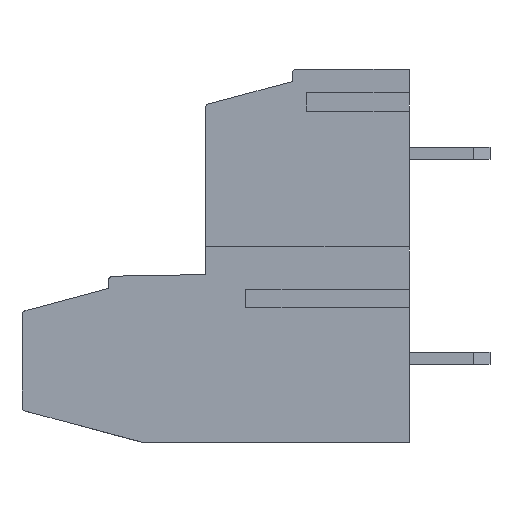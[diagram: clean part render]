
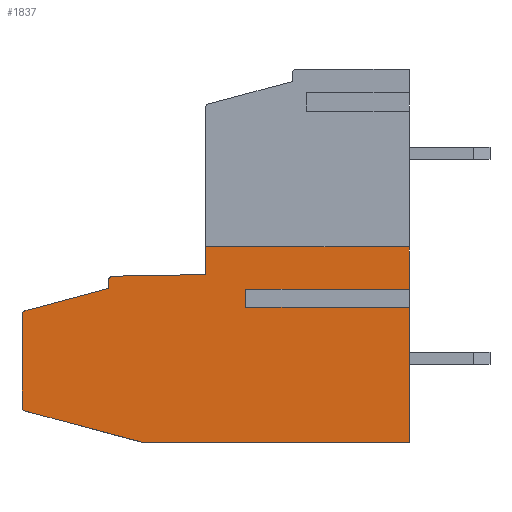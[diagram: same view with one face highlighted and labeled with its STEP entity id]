
A CAD part, left-side view. The second image highlights one B-rep face of the part: STEP entity #1837.
In plain terms, the highlighted planar face has unit normal (-1, 0, 0).
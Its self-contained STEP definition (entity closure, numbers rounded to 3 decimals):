
#224 = VECTOR ( 'NONE', #22630, 1000. ) ;
#403 = VECTOR ( 'NONE', #14320, 1000. ) ;
#619 = DIRECTION ( 'NONE',  ( 0., 0., -1. ) ) ;
#799 = LINE ( 'NONE', #991, #9681 ) ;
#845 = DIRECTION ( 'NONE',  ( 0., 0., 1. ) ) ;
#956 = VERTEX_POINT ( 'NONE', #14142 ) ;
#991 = CARTESIAN_POINT ( 'NONE',  ( -2.5, 0., -4.19 ) ) ;
#1336 = AXIS2_PLACEMENT_3D ( 'NONE', #24186, #17918, #12430 ) ;
#1670 = LINE ( 'NONE', #34882, #35765 ) ;
#1837 = ADVANCED_FACE ( 'NONE', ( #7553 ), #1902, .F. ) ;
#1902 = PLANE ( 'NONE',  #7525 ) ;
#2015 = CARTESIAN_POINT ( 'NONE',  ( -2.5, 8.1, 3.236 ) ) ;
#3420 = EDGE_CURVE ( 'NONE', #30268, #33093, #13854, .T. ) ;
#3479 = VECTOR ( 'NONE', #845, 1000. ) ;
#3574 = DIRECTION ( 'NONE',  ( 0., 0.966, 0.259 ) ) ;
#3612 = VERTEX_POINT ( 'NONE', #18335 ) ;
#3948 = EDGE_LOOP ( 'NONE', ( #14698, #12908, #20389, #36923, #21891, #27090, #16558, #29233, #23527, #34884, #27396, #32840, #27324, #4598, #7379, #26495 ) ) ;
#3961 = VERTEX_POINT ( 'NONE', #32977 ) ;
#4598 = ORIENTED_EDGE ( 'NONE', *, *, #34787, .T. ) ;
#4844 = VECTOR ( 'NONE', #3574, 1000. ) ;
#5247 = LINE ( 'NONE', #8753, #29657 ) ;
#5585 = CARTESIAN_POINT ( 'NONE',  ( -2.5, 19.2, 2.151 ) ) ;
#5808 = EDGE_CURVE ( 'NONE', #7366, #956, #5247, .T. ) ;
#6204 = EDGE_CURVE ( 'NONE', #15221, #9935, #12213, .T. ) ;
#6234 = CARTESIAN_POINT ( 'NONE',  ( -2.5, 8.1, 3.236 ) ) ;
#6278 = CARTESIAN_POINT ( 'NONE',  ( -2.5, 14.9, 3.86 ) ) ;
#6644 = DIRECTION ( 'NONE',  ( -1., 0., 0. ) ) ;
#6676 = LINE ( 'NONE', #30690, #3479 ) ;
#6723 = EDGE_CURVE ( 'NONE', #30268, #28085, #33366, .T. ) ;
#7366 = VERTEX_POINT ( 'NONE', #2015 ) ;
#7379 = ORIENTED_EDGE ( 'NONE', *, *, #33158, .F. ) ;
#7525 = AXIS2_PLACEMENT_3D ( 'NONE', #19462, #13960, #31388 ) ;
#7527 = CARTESIAN_POINT ( 'NONE',  ( -2.5, 0., 2.7 ) ) ;
#7553 = FACE_OUTER_BOUND ( 'NONE', #3948, .T. ) ;
#7742 = CARTESIAN_POINT ( 'NONE',  ( -2.5, 10.1, 5.51 ) ) ;
#7897 = VERTEX_POINT ( 'NONE', #34363 ) ;
#7903 = VECTOR ( 'NONE', #35799, 1000. ) ;
#7983 = LINE ( 'NONE', #17337, #16417 ) ;
#8753 = CARTESIAN_POINT ( 'NONE',  ( -2.5, 8.1, 3.236 ) ) ;
#9105 = DIRECTION ( 'NONE',  ( -1., 0., 0. ) ) ;
#9162 = CARTESIAN_POINT ( 'NONE',  ( -2.5, 19.052, -2.622 ) ) ;
#9249 = LINE ( 'NONE', #26628, #4844 ) ;
#9681 = VECTOR ( 'NONE', #12851, 1000. ) ;
#9935 = VERTEX_POINT ( 'NONE', #6278 ) ;
#10368 = LINE ( 'NONE', #36430, #17255 ) ;
#10676 = VECTOR ( 'NONE', #10736, 1000. ) ;
#10736 = DIRECTION ( 'NONE',  ( 0., -0.966, 0.259 ) ) ;
#10813 = EDGE_CURVE ( 'NONE', #3612, #24017, #6676, .T. ) ;
#10850 = CARTESIAN_POINT ( 'NONE',  ( -2.5, 19.052, 2.344 ) ) ;
#11250 = EDGE_CURVE ( 'NONE', #7897, #31304, #35675, .T. ) ;
#11605 = AXIS2_PLACEMENT_3D ( 'NONE', #35920, #9105, #20988 ) ;
#11665 = DIRECTION ( 'NONE',  ( 0., 0., -1. ) ) ;
#11899 = CARTESIAN_POINT ( 'NONE',  ( -2.5, 19., 2.151 ) ) ;
#12213 = CIRCLE ( 'NONE', #11605, 0.2 ) ;
#12430 = DIRECTION ( 'NONE',  ( 0., 0., -1. ) ) ;
#12851 = DIRECTION ( 'NONE',  ( 0., 0., 1. ) ) ;
#12908 = ORIENTED_EDGE ( 'NONE', *, *, #6204, .T. ) ;
#13084 = DIRECTION ( 'NONE',  ( 0., -1., 0.017 ) ) ;
#13854 = LINE ( 'NONE', #34039, #10676 ) ;
#13960 = DIRECTION ( 'NONE',  ( 1., 0., 0. ) ) ;
#14142 = CARTESIAN_POINT ( 'NONE',  ( -2.5, 8.1, 2.7 ) ) ;
#14320 = DIRECTION ( 'NONE',  ( 0., 0., 1. ) ) ;
#14533 = CARTESIAN_POINT ( 'NONE',  ( -2.5, 0., 5.51 ) ) ;
#14698 = ORIENTED_EDGE ( 'NONE', *, *, #26583, .F. ) ;
#15221 = VERTEX_POINT ( 'NONE', #17185 ) ;
#16417 = VECTOR ( 'NONE', #26123, 1000. ) ;
#16558 = ORIENTED_EDGE ( 'NONE', *, *, #11250, .T. ) ;
#17185 = CARTESIAN_POINT ( 'NONE',  ( -2.5, 14.703, 4.06 ) ) ;
#17255 = VECTOR ( 'NONE', #13084, 1000. ) ;
#17337 = CARTESIAN_POINT ( 'NONE',  ( -2.5, 19.2, -4.19 ) ) ;
#17363 = VERTEX_POINT ( 'NONE', #28787 ) ;
#17744 = LINE ( 'NONE', #6234, #7903 ) ;
#17918 = DIRECTION ( 'NONE',  ( -1., 0., 0. ) ) ;
#18335 = CARTESIAN_POINT ( 'NONE',  ( -2.5, 10.1, 4.14 ) ) ;
#19028 = EDGE_CURVE ( 'NONE', #35160, #37915, #28988, .T. ) ;
#19297 = EDGE_CURVE ( 'NONE', #7366, #3961, #17744, .T. ) ;
#19314 = LINE ( 'NONE', #28654, #224 ) ;
#19462 = CARTESIAN_POINT ( 'NONE',  ( -2.5, 19.2, -4.19 ) ) ;
#19683 = EDGE_CURVE ( 'NONE', #33093, #9935, #35311, .T. ) ;
#19975 = DIRECTION ( 'NONE',  ( 0., -1., 0. ) ) ;
#20389 = ORIENTED_EDGE ( 'NONE', *, *, #19683, .F. ) ;
#20882 = EDGE_CURVE ( 'NONE', #17363, #35160, #1670, .T. ) ;
#20977 = LINE ( 'NONE', #23931, #31352 ) ;
#20988 = DIRECTION ( 'NONE',  ( 0., 0., -1. ) ) ;
#21879 = CARTESIAN_POINT ( 'NONE',  ( -2.5, 0., -4.19 ) ) ;
#21891 = ORIENTED_EDGE ( 'NONE', *, *, #6723, .T. ) ;
#22630 = DIRECTION ( 'NONE',  ( 0., -1., 0. ) ) ;
#23527 = ORIENTED_EDGE ( 'NONE', *, *, #20882, .T. ) ;
#23931 = CARTESIAN_POINT ( 'NONE',  ( -2.5, 8.1, 2.7 ) ) ;
#24017 = VERTEX_POINT ( 'NONE', #7742 ) ;
#24026 = CARTESIAN_POINT ( 'NONE',  ( -2.5, 14.9, 3.456 ) ) ;
#24186 = CARTESIAN_POINT ( 'NONE',  ( -2.5, 19., -2.429 ) ) ;
#25871 = CARTESIAN_POINT ( 'NONE',  ( -2.5, 0., -4.19 ) ) ;
#26123 = DIRECTION ( 'NONE',  ( 0., 0., 1. ) ) ;
#26495 = ORIENTED_EDGE ( 'NONE', *, *, #10813, .F. ) ;
#26583 = EDGE_CURVE ( 'NONE', #15221, #3612, #10368, .T. ) ;
#26628 = CARTESIAN_POINT ( 'NONE',  ( -2.5, 13.2, -4.19 ) ) ;
#27090 = ORIENTED_EDGE ( 'NONE', *, *, #33358, .F. ) ;
#27244 = EDGE_CURVE ( 'NONE', #17363, #31304, #9249, .T. ) ;
#27254 = VECTOR ( 'NONE', #38049, 1000. ) ;
#27324 = ORIENTED_EDGE ( 'NONE', *, *, #19297, .T. ) ;
#27396 = ORIENTED_EDGE ( 'NONE', *, *, #32541, .F. ) ;
#28085 = VERTEX_POINT ( 'NONE', #5585 ) ;
#28654 = CARTESIAN_POINT ( 'NONE',  ( -2.5, 19.2, 5.51 ) ) ;
#28787 = CARTESIAN_POINT ( 'NONE',  ( -2.5, 13.2, -4.19 ) ) ;
#28793 = CARTESIAN_POINT ( 'NONE',  ( -2.5, 14.9, 3.456 ) ) ;
#28988 = LINE ( 'NONE', #25871, #403 ) ;
#29233 = ORIENTED_EDGE ( 'NONE', *, *, #27244, .F. ) ;
#29657 = VECTOR ( 'NONE', #11665, 1000. ) ;
#30268 = VERTEX_POINT ( 'NONE', #10850 ) ;
#30690 = CARTESIAN_POINT ( 'NONE',  ( -2.5, 10.1, 4.14 ) ) ;
#31304 = VERTEX_POINT ( 'NONE', #9162 ) ;
#31352 = VECTOR ( 'NONE', #38255, 1000. ) ;
#31388 = DIRECTION ( 'NONE',  ( 0., 0., -1. ) ) ;
#32541 = EDGE_CURVE ( 'NONE', #956, #37915, #20977, .T. ) ;
#32840 = ORIENTED_EDGE ( 'NONE', *, *, #5808, .F. ) ;
#32977 = CARTESIAN_POINT ( 'NONE',  ( -2.5, 0., 3.236 ) ) ;
#33093 = VERTEX_POINT ( 'NONE', #24026 ) ;
#33158 = EDGE_CURVE ( 'NONE', #24017, #35979, #19314, .T. ) ;
#33358 = EDGE_CURVE ( 'NONE', #7897, #28085, #7983, .T. ) ;
#33366 = CIRCLE ( 'NONE', #37770, 0.2 ) ;
#34039 = CARTESIAN_POINT ( 'NONE',  ( -2.5, 19.2, 2.304 ) ) ;
#34363 = CARTESIAN_POINT ( 'NONE',  ( -2.5, 19.2, -2.429 ) ) ;
#34787 = EDGE_CURVE ( 'NONE', #3961, #35979, #799, .T. ) ;
#34882 = CARTESIAN_POINT ( 'NONE',  ( -2.5, 19.2, -4.19 ) ) ;
#34884 = ORIENTED_EDGE ( 'NONE', *, *, #19028, .T. ) ;
#35160 = VERTEX_POINT ( 'NONE', #21879 ) ;
#35311 = LINE ( 'NONE', #28793, #27254 ) ;
#35675 = CIRCLE ( 'NONE', #1336, 0.2 ) ;
#35765 = VECTOR ( 'NONE', #19975, 1000. ) ;
#35799 = DIRECTION ( 'NONE',  ( 0., -1., 0. ) ) ;
#35920 = CARTESIAN_POINT ( 'NONE',  ( -2.5, 14.7, 3.86 ) ) ;
#35979 = VERTEX_POINT ( 'NONE', #14533 ) ;
#36430 = CARTESIAN_POINT ( 'NONE',  ( -2.5, 14.9, 4.056 ) ) ;
#36923 = ORIENTED_EDGE ( 'NONE', *, *, #3420, .F. ) ;
#37770 = AXIS2_PLACEMENT_3D ( 'NONE', #11899, #6644, #619 ) ;
#37915 = VERTEX_POINT ( 'NONE', #7527 ) ;
#38049 = DIRECTION ( 'NONE',  ( 0., 0., 1. ) ) ;
#38255 = DIRECTION ( 'NONE',  ( 0., -1., 0. ) ) ;
